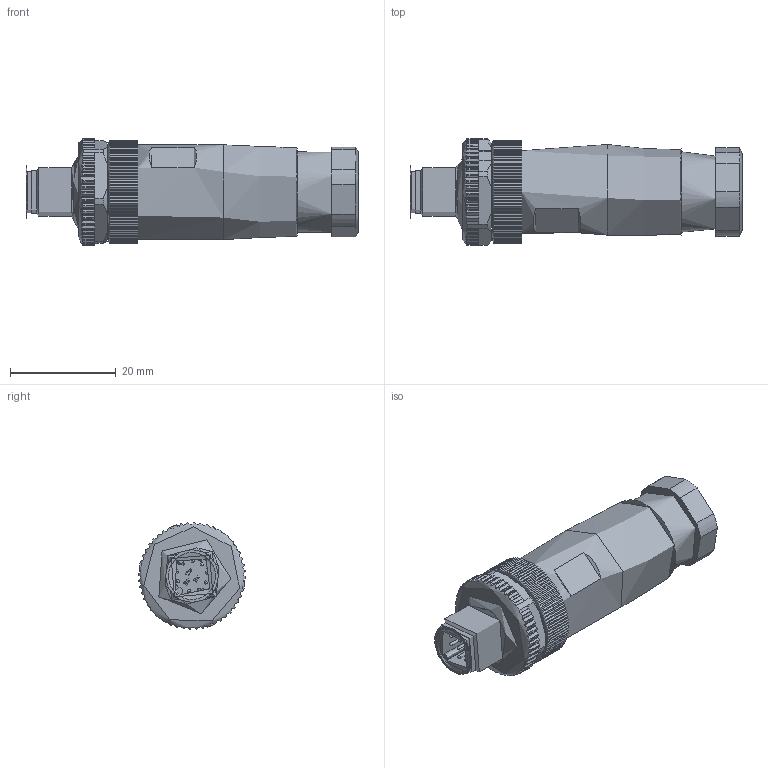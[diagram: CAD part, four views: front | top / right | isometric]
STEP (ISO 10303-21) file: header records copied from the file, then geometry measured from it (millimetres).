
FILE_DESCRIPTION(/* description */ (''),/* implementation_level */ '2;1');
FILE_NAME(/* name */ 'VK003L28.stp',/* time_stamp */ '2016-10-11T14:54:04+02:00',/* author */ ('mitarbeiter'),/* organization */ (''),/* preprocessor_version */ 'ST-DEVELOPER v15.2',/* originating_system */ 'Autodesk Inventor 2014',/* authorisation */ '');
FILE_SCHEMA (('AUTOMOTIVE_DESIGN { 1 0 10303 214 3 1 1 }'));
Length unit declared in the file: millimetre
Products named in the file (1): VK003L28
Bounding box: 62.8 x 20.18 x 20.18 mm (x, y, z)
Volume: 13578.4 mm3; surface area: 4654.3 mm2
Topology: 1 solids, 1 shells, 913 faces, 2633 edges, 1752 vertices
Faces by surface type: plane 450, cylinder 230, bspline 204, cone 15, sphere 12, torus 2
Full cylindrical faces by diameter (mm): 0.6 x12, 10.3 x1, 10.6 x1, 12 x1, 13.9 x1, 15.2 x1, 18 x1
Entity records: 31845 total; most frequent: CARTESIAN_POINT 8853, ORIENTED_EDGE 5100, DIRECTION 3975, EDGE_CURVE 2550, VERTEX_POINT 1709, LINE 1333, VECTOR 1333, AXIS2_PLACEMENT_3D 1321
